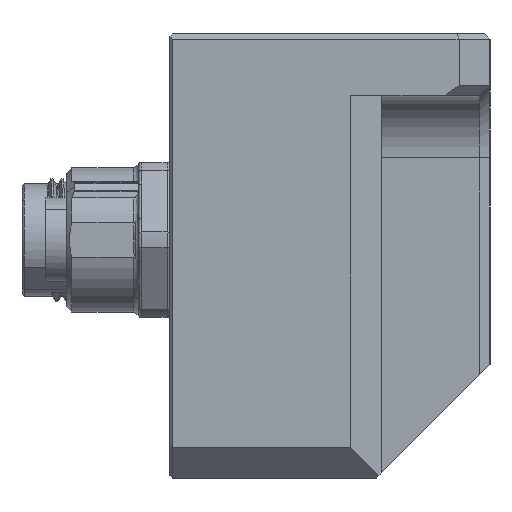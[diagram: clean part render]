
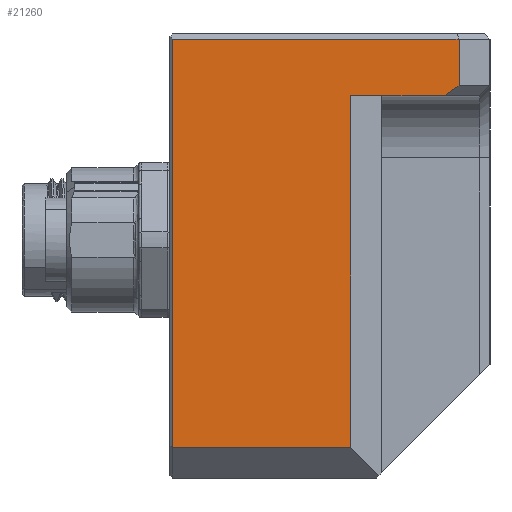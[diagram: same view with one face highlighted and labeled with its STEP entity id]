
A CAD part, left-side view. The second image highlights one B-rep face of the part: STEP entity #21260.
In plain terms, the highlighted planar face has unit normal (-1, 0, 0).
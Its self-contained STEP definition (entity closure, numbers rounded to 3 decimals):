
#16560=LINE('',#59692,#18850);
#16561=LINE('',#59695,#18851);
#16562=LINE('',#59697,#18852);
#16563=LINE('',#59699,#18853);
#16564=LINE('',#59701,#18854);
#16565=LINE('',#59703,#18855);
#16566=LINE('',#59705,#18856);
#18850=VECTOR('',#48694,1.);
#18851=VECTOR('',#48695,1.);
#18852=VECTOR('',#48696,1.);
#18853=VECTOR('',#48697,1.);
#18854=VECTOR('',#48698,1.);
#18855=VECTOR('',#48699,1.);
#18856=VECTOR('',#48700,1.);
#21260=ADVANCED_FACE('',(#24376),#23137,.T.);
#23137=PLANE('',#46517);
#24376=FACE_OUTER_BOUND('',#26302,.T.);
#26302=EDGE_LOOP('',(#29108,#29109,#29110,#29111,#29112,#29113,#29114));
#29108=ORIENTED_EDGE('',*,*,#41984,.F.);
#29109=ORIENTED_EDGE('',*,*,#41985,.T.);
#29110=ORIENTED_EDGE('',*,*,#41986,.T.);
#29111=ORIENTED_EDGE('',*,*,#41987,.T.);
#29112=ORIENTED_EDGE('',*,*,#41988,.T.);
#29113=ORIENTED_EDGE('',*,*,#41989,.T.);
#29114=ORIENTED_EDGE('',*,*,#41990,.T.);
#38810=VERTEX_POINT('',#59693);
#38811=VERTEX_POINT('',#59694);
#38812=VERTEX_POINT('',#59696);
#38813=VERTEX_POINT('',#59698);
#38814=VERTEX_POINT('',#59700);
#38815=VERTEX_POINT('',#59702);
#38816=VERTEX_POINT('',#59704);
#41984=EDGE_CURVE('',#38810,#38811,#16560,.T.);
#41985=EDGE_CURVE('',#38810,#38812,#16561,.T.);
#41986=EDGE_CURVE('',#38812,#38813,#16562,.T.);
#41987=EDGE_CURVE('',#38813,#38814,#16563,.T.);
#41988=EDGE_CURVE('',#38814,#38815,#16564,.T.);
#41989=EDGE_CURVE('',#38815,#38816,#16565,.T.);
#41990=EDGE_CURVE('',#38816,#38811,#16566,.T.);
#46517=AXIS2_PLACEMENT_3D('',#59706,#48701,#48702);
#48694=DIRECTION('',(0.,1.,0.));
#48695=DIRECTION('',(0.,-0.816,0.577));
#48696=DIRECTION('',(0.,0.,1.));
#48697=DIRECTION('',(0.,1.,0.));
#48698=DIRECTION('',(0.,0.,-1.));
#48699=DIRECTION('',(0.,-1.,0.));
#48700=DIRECTION('',(0.,0.,1.));
#48701=DIRECTION('',(-1.,0.,0.));
#48702=DIRECTION('',(0.,0.,1.));
#59692=CARTESIAN_POINT('',(0.,0.,37.));
#59693=CARTESIAN_POINT('',(0.,4.414,37.));
#59694=CARTESIAN_POINT('',(0.,13.5,37.));
#59695=CARTESIAN_POINT('',(0.,29.247,19.441));
#59696=CARTESIAN_POINT('',(0.,3.,38.));
#59697=CARTESIAN_POINT('',(0.,3.,0.));
#59698=CARTESIAN_POINT('',(0.,3.,42.5));
#59699=CARTESIAN_POINT('',(0.,15.5,42.5));
#59700=CARTESIAN_POINT('',(0.,30.75,42.5));
#59701=CARTESIAN_POINT('',(0.,30.75,0.));
#59702=CARTESIAN_POINT('',(0.,30.75,3.));
#59703=CARTESIAN_POINT('',(0.,15.5,3.));
#59704=CARTESIAN_POINT('',(0.,13.5,3.));
#59705=CARTESIAN_POINT('',(0.,13.5,0.));
#59706=CARTESIAN_POINT('',(0.,15.5,0.));
